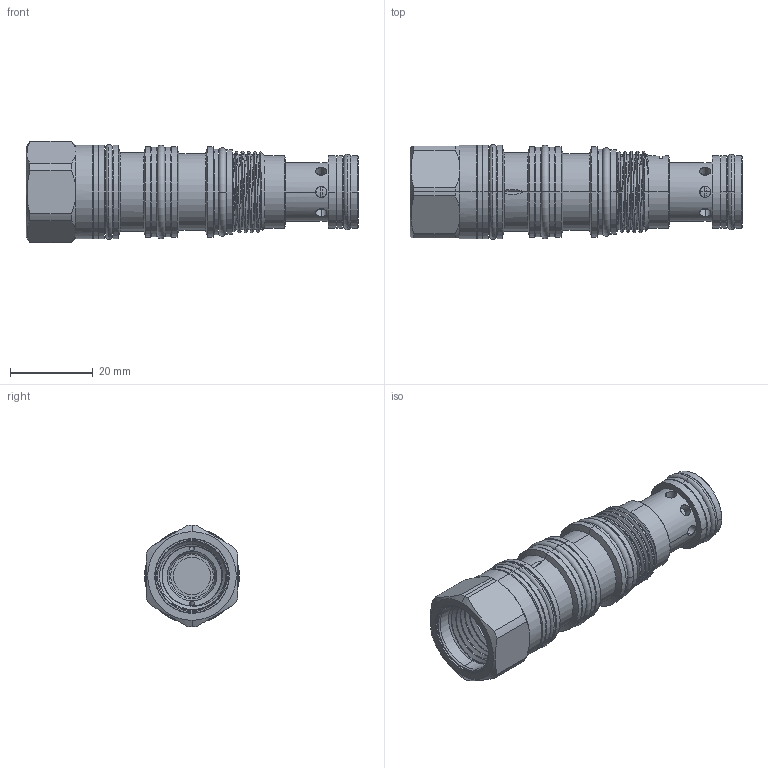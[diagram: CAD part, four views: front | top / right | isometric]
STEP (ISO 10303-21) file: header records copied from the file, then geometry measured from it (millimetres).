
FILE_DESCRIPTION (( 'STEP AP203' ), '1' );
FILE_NAME ('RV21A40-8.STEP', '2020-03-25T01:00:06', ( '' ), ( '' ), 'SwSTEP 2.0', 'SolidWorks 2018', '' );
FILE_SCHEMA (( 'CONFIG_CONTROL_DESIGN' ));
Products named in the file (1): RV21A40-8
Bounding box: 80.29 x 22.98 x 24.6 mm (x, y, z)
Volume: 20131.2 mm3; surface area: 11278.1 mm2
Topology: 6 solids, 6 shells, 719 faces, 2000 edges, 1255 vertices
Faces by surface type: cylinder 569, cone 62, plane 48, torus 27, bspline 9, sphere 4
Entity records: 50669 total; most frequent: CARTESIAN_POINT 33131, ORIENTED_EDGE 4000, DIRECTION 2831, EDGE_CURVE 2000, VERTEX_POINT 1255, EDGE_LOOP 1125, AXIS2_PLACEMENT_3D 1109, B_SPLINE_CURVE_WITH_KNOTS 946
